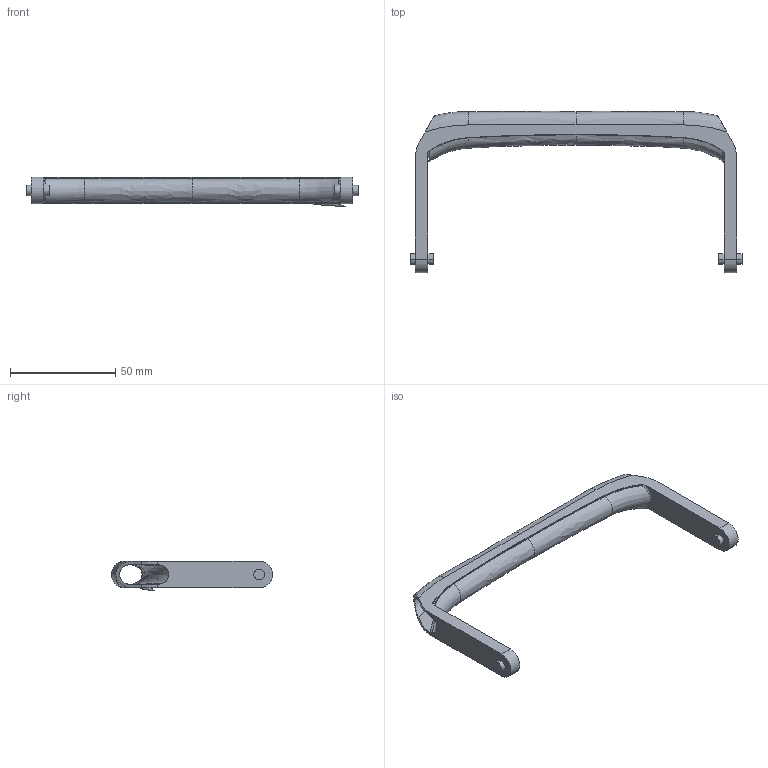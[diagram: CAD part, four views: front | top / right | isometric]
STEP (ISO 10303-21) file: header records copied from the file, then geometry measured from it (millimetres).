
FILE_DESCRIPTION(('produced by SPATIAL CORP'),'2;1');
FILE_NAME( 'handle.prt.hh.sat.stp','2002-04-19T14:06:56+00:00',('SPATIAL CORP'),('SPATIAL CORP'), 'ACIS STEP Husk','http://www.spatial.com','SPATIAL CORP');
FILE_SCHEMA(('CONFIG_CONTROL_DESIGN'));
Length unit declared in the file: millimetre
Products named in the file (1): PRODUCT_ID_1
Bounding box: 157.4 x 76.35 x 14.1 mm (x, y, z)
Volume: 16713.2 mm3; surface area: 19381.8 mm2
Topology: 1 solids, 3 shells, 92 faces, 242 edges, 146 vertices
Faces by surface type: bspline 48, plane 28, cylinder 16
Entity records: 26675 total; most frequent: CARTESIAN_POINT 24850, ORIENTED_EDGE 460, DIRECTION 242, EDGE_CURVE 230, VERTEX_POINT 146, EDGE_LOOP 96, FACE_BOUND 96, ADVANCED_FACE 92
